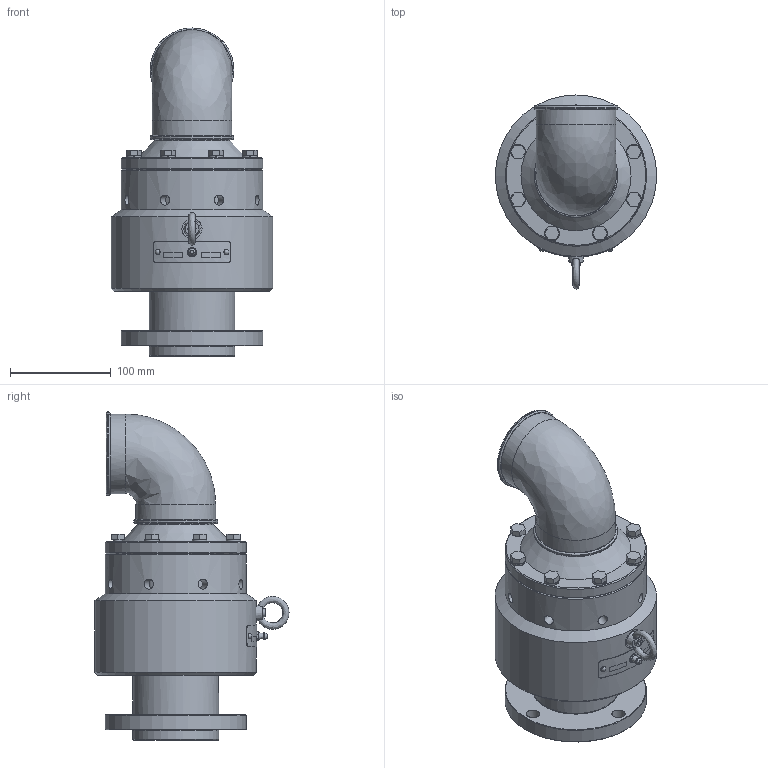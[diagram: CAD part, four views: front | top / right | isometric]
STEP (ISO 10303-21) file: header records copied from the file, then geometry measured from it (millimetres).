
FILE_DESCRIPTION (( 'STEP AP214' ), '1' );
FILE_NAME ('TUR-GRF65.STEP', '2016-08-22T12:45:04', ( '' ), ( '' ), 'SwSTEP 2.0', 'SolidWorks 2016', '' );
FILE_SCHEMA (( 'AUTOMOTIVE_DESIGN' ));
Length unit declared in the file: millimetre
Products named in the file (1): TUR-GRF65
Bounding box: 160 x 192.3 x 325 mm (x, y, z)
Surface area: 366129.4 mm2 (no closed solid volume)
Topology: 0 solids, 4 shells, 506 faces, 1435 edges, 975 vertices
Faces by surface type: plane 299, cylinder 142, cone 36, bspline 28, torus 1
Full cylindrical faces by diameter (mm): 2.5 x2, 3 x1, 4 x2, 4.2 x2, 5 x1, 6 x2, 6.2 x8, 8 x9, 9 x9, 10 x8, 13 x4, 20 x1, 63 x1, 64 x3, 67.3 x1, 69 x3, 71 x1, 71.5 x1, 72 x2, 73 x1, 73.1 x1, 73.25 x1, 75 x1, 76.5 x1, 78 x1, 79 x2, 79.9 x1, 80 x4, 83 x2, 85 x2
Entity records: 52670 total; most frequent: CARTESIAN_POINT 36902, ORIENTED_EDGE 2482, DIRECTION 1493, EDGE_CURVE 1249, VERTEX_POINT 931, B_SPLINE_CURVE_WITH_KNOTS 761, EDGE_LOOP 757, FACE_OUTER_BOUND 616
